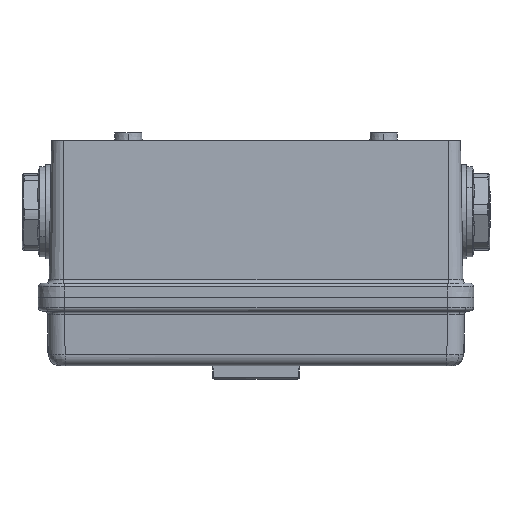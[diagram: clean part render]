
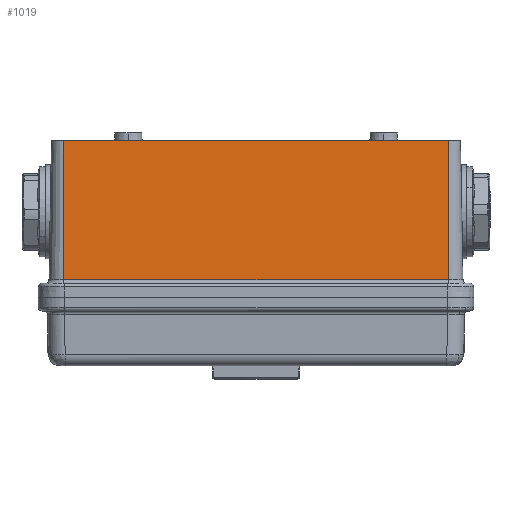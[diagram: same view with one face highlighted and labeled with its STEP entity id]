
A CAD part, left-side view. The second image highlights one B-rep face of the part: STEP entity #1019.
In plain terms, the highlighted planar face has unit normal (-1, 0, 0.018).
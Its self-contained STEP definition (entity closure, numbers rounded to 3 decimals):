
#1019 = ADVANCED_FACE ( 'NONE', ( #38029 ), #33908, .T. ) ;
#1677 = CARTESIAN_POINT ( 'NONE',  ( -54.47, -51.12, 44. ) ) ;
#3123 = VERTEX_POINT ( 'NONE', #5480 ) ;
#3379 = CARTESIAN_POINT ( 'NONE',  ( -54.47, -51.12, 44. ) ) ;
#4421 = EDGE_CURVE ( 'NONE', #3123, #17284, #42917, .T. ) ;
#5249 = EDGE_LOOP ( 'NONE', ( #44779, #23570, #27967, #10223 ) ) ;
#5480 = CARTESIAN_POINT ( 'NONE',  ( -55.116, 51.12, 6.983 ) ) ;
#5890 = VERTEX_POINT ( 'NONE', #1677 ) ;
#5973 = AXIS2_PLACEMENT_3D ( 'NONE', #26695, #12783, #37485 ) ;
#8492 = LINE ( 'NONE', #24443, #44987 ) ;
#10026 = EDGE_CURVE ( 'NONE', #17284, #5890, #32177, .T. ) ;
#10223 = ORIENTED_EDGE ( 'NONE', *, *, #18535, .F. ) ;
#12783 = DIRECTION ( 'NONE',  ( -1., 0., 0.017 ) ) ;
#13383 = VECTOR ( 'NONE', #28101, 1000. ) ;
#14703 = VECTOR ( 'NONE', #40499, 1000. ) ;
#16766 = LINE ( 'NONE', #28979, #26208 ) ;
#17284 = VERTEX_POINT ( 'NONE', #28398 ) ;
#18535 = EDGE_CURVE ( 'NONE', #21796, #5890, #16766, .T. ) ;
#20893 = DIRECTION ( 'NONE',  ( 0.017, 0., 1. ) ) ;
#21796 = VERTEX_POINT ( 'NONE', #25455 ) ;
#22123 = EDGE_CURVE ( 'NONE', #3123, #21796, #8492, .T. ) ;
#23570 = ORIENTED_EDGE ( 'NONE', *, *, #4421, .T. ) ;
#24443 = CARTESIAN_POINT ( 'NONE',  ( -54.47, 51.12, 44. ) ) ;
#25455 = CARTESIAN_POINT ( 'NONE',  ( -54.47, 51.12, 44. ) ) ;
#26208 = VECTOR ( 'NONE', #43373, 1000. ) ;
#26695 = CARTESIAN_POINT ( 'NONE',  ( -54.47, -51.12, 44. ) ) ;
#27967 = ORIENTED_EDGE ( 'NONE', *, *, #10026, .T. ) ;
#28101 = DIRECTION ( 'NONE',  ( 0.017, 0., 1. ) ) ;
#28398 = CARTESIAN_POINT ( 'NONE',  ( -55.116, -51.12, 6.983 ) ) ;
#28979 = CARTESIAN_POINT ( 'NONE',  ( -54.47, -51.12, 44. ) ) ;
#32177 = LINE ( 'NONE', #3379, #13383 ) ;
#33908 = PLANE ( 'NONE',  #5973 ) ;
#36909 = CARTESIAN_POINT ( 'NONE',  ( -55.116, -51.12, 6.983 ) ) ;
#37485 = DIRECTION ( 'NONE',  ( -0.017, 0., -1. ) ) ;
#38029 = FACE_OUTER_BOUND ( 'NONE', #5249, .T. ) ;
#40499 = DIRECTION ( 'NONE',  ( 0., -1., 0. ) ) ;
#42917 = LINE ( 'NONE', #36909, #14703 ) ;
#43373 = DIRECTION ( 'NONE',  ( 0., -1., 0. ) ) ;
#44779 = ORIENTED_EDGE ( 'NONE', *, *, #22123, .F. ) ;
#44987 = VECTOR ( 'NONE', #20893, 1000. ) ;
